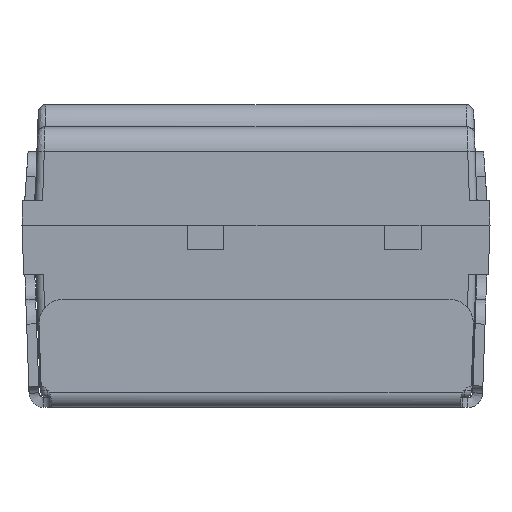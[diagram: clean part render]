
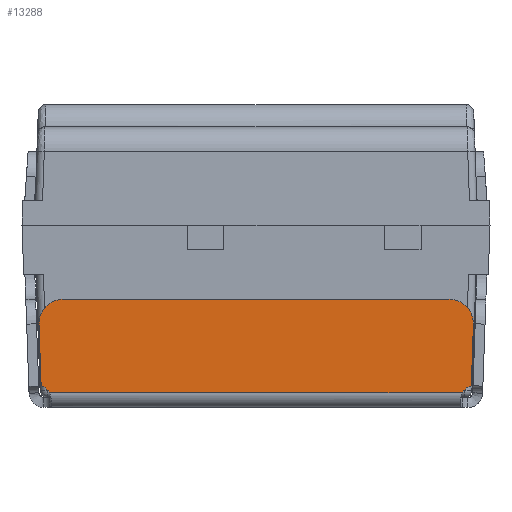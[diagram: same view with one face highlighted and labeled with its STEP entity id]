
A CAD part, left-side view. The second image highlights one B-rep face of the part: STEP entity #13288.
In plain terms, the highlighted planar face has unit normal (-1, 0, 0).
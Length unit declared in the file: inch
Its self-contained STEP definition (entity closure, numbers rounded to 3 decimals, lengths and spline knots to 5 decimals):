
#11799=CARTESIAN_POINT('',(-0.1485,0.0881,-0.03035));
#11800=VERTEX_POINT('',#11799);
#11801=CARTESIAN_POINT('',(-0.1485,0.07811,-0.02));
#11802=VERTEX_POINT('',#11801);
#11803=CARTESIAN_POINT('',(-0.1485,0.07811,-0.03));
#11804=DIRECTION('',(1.0,0.,0.));
#11805=DIRECTION('',(0.,0.719,0.695));
#11806=AXIS2_PLACEMENT_3D('',#11803,#11804,#11805);
#11807=CIRCLE('',#11806,0.01);
#11808=EDGE_CURVE('',#11800,#11802,#11807,.T.);
#11908=CARTESIAN_POINT('',(-0.1485,-0.07827,-0.02));
#11909=VERTEX_POINT('',#11908);
#11910=CARTESIAN_POINT('',(-0.1485,-0.07827,-0.02));
#11911=DIRECTION('',(0.0,1.0,0.0));
#11912=VECTOR('',#11911,0.15637);
#11913=LINE('',#11910,#11912);
#11914=EDGE_CURVE('',#11909,#11802,#11913,.T.);
#11933=CARTESIAN_POINT('',(-0.1485,-0.08826,-0.03035));
#11934=VERTEX_POINT('',#11933);
#11935=CARTESIAN_POINT('',(-0.1485,-0.07827,-0.03));
#11936=DIRECTION('',(1.,0.,0.));
#11937=DIRECTION('',(0.,-0.719,0.695));
#11938=AXIS2_PLACEMENT_3D('',#11935,#11936,#11937);
#11939=CIRCLE('',#11938,0.01);
#11940=EDGE_CURVE('',#11909,#11934,#11939,.T.);
#13219=CARTESIAN_POINT('',(-0.1485,0.0838,-0.058));
#13220=VERTEX_POINT('',#13219);
#13229=CARTESIAN_POINT('',(-0.1485,0.08723,-0.05523));
#13230=VERTEX_POINT('',#13229);
#13231=CARTESIAN_POINT('',(-0.1485,0.08902,-0.06095));
#13232=DIRECTION('',(1.0,0.0,0.0));
#13233=DIRECTION('',(0.0,0.0,-1.0));
#13234=AXIS2_PLACEMENT_3D('',#13231,#13232,#13233);
#13235=CIRCLE('',#13234,0.006);
#13236=EDGE_CURVE('',#13230,#13220,#13235,.T.);
#13248=CARTESIAN_POINT('',(-0.1485,0.00006,-0.04));
#13249=DIRECTION('',(1.0,0.0,0.0));
#13250=DIRECTION('',(0.0,0.0,1.0));
#13251=AXIS2_PLACEMENT_3D('',#13248,#13249,#13250);
#13252=PLANE('',#13251);
#13253=ORIENTED_EDGE('',*,*,#11808,.F.);
#13254=CARTESIAN_POINT('',(-0.1485,0.0881,-0.03035));
#13255=DIRECTION('',(0.,-0.035,-0.999));
#13256=VECTOR('',#13255,0.02489);
#13257=LINE('',#13254,#13256);
#13258=EDGE_CURVE('',#11800,#13230,#13257,.T.);
#13259=ORIENTED_EDGE('',*,*,#13258,.T.);
#13260=ORIENTED_EDGE('',*,*,#13236,.T.);
#13261=CARTESIAN_POINT('',(-0.1485,-0.08367,-0.058));
#13262=VERTEX_POINT('',#13261);
#13263=CARTESIAN_POINT('',(-0.1485,0.0838,-0.058));
#13264=DIRECTION('',(0.0,-1.0,0.0));
#13265=VECTOR('',#13264,0.16747);
#13266=LINE('',#13263,#13265);
#13267=EDGE_CURVE('',#13220,#13262,#13266,.T.);
#13268=ORIENTED_EDGE('',*,*,#13267,.T.);
#13269=CARTESIAN_POINT('',(-0.1485,-0.0874,-0.05514));
#13270=VERTEX_POINT('',#13269);
#13271=CARTESIAN_POINT('',(-0.1485,-0.08889,-0.06095));
#13272=DIRECTION('',(-1.0,0.0,0.0));
#13273=DIRECTION('',(0.0,0.0,-1.0));
#13274=AXIS2_PLACEMENT_3D('',#13271,#13272,#13273);
#13275=CIRCLE('',#13274,0.006);
#13276=EDGE_CURVE('',#13270,#13262,#13275,.T.);
#13277=ORIENTED_EDGE('',*,*,#13276,.F.);
#13278=CARTESIAN_POINT('',(-0.1485,-0.08826,-0.03035));
#13279=DIRECTION('',(0.0,0.035,-0.999));
#13280=VECTOR('',#13279,0.02481);
#13281=LINE('',#13278,#13280);
#13282=EDGE_CURVE('',#11934,#13270,#13281,.T.);
#13283=ORIENTED_EDGE('',*,*,#13282,.F.);
#13284=ORIENTED_EDGE('',*,*,#11940,.F.);
#13285=ORIENTED_EDGE('',*,*,#11914,.T.);
#13286=EDGE_LOOP('',(#13253,#13259,#13260,#13268,#13277,#13283,#13284,#13285));
#13287=FACE_OUTER_BOUND('',#13286,.T.);
#13288=ADVANCED_FACE('',(#13287),#13252,.F.);
